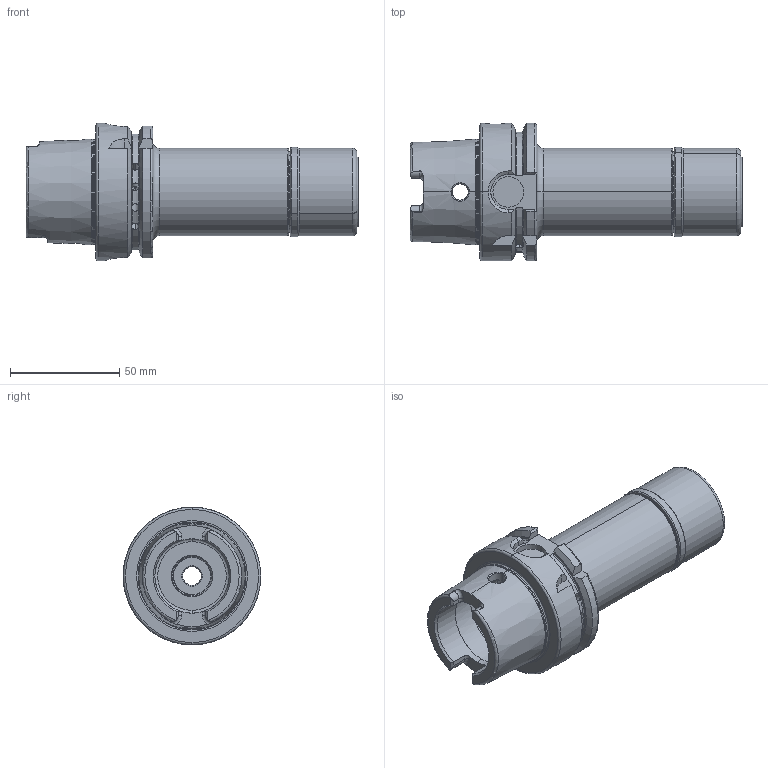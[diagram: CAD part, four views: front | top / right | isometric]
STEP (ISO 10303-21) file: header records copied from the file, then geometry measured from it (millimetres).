
FILE_DESCRIPTION (( 'STEP AP203' ), '1' );
FILE_NAME ('A63.03.16.STEP', '2016-11-26T03:31:38', ( '' ), ( '' ), 'SwSTEP 2.0', 'SolidWorks 2012', '' );
FILE_SCHEMA (( 'CONFIG_CONTROL_DESIGN' ));
Length unit declared in the file: millimetre
Products named in the file (3): A63.03.16; 2-01.B04.0160311D9_KPS16_無溝螺帽_加長型
Assembly tree (2 placements, depth 2):
  A63.03.16
    A63.03.16
    2-01.B04.0160311D9_KPS16_無溝螺帽_加長型
Bounding box: 152 x 63 x 63 mm (x, y, z)
Volume: 169636.3 mm3; surface area: 51009.8 mm2
Topology: 2 solids, 2 shells, 375 faces, 983 edges, 613 vertices
Faces by surface type: cylinder 175, plane 66, cone 57, torus 57, bspline 20
Entity records: 28196 total; most frequent: CARTESIAN_POINT 19556, ORIENTED_EDGE 1946, DIRECTION 1576, EDGE_CURVE 973, AXIS2_PLACEMENT_3D 637, VERTEX_POINT 613, EDGE_LOOP 394, ADVANCED_FACE 375
